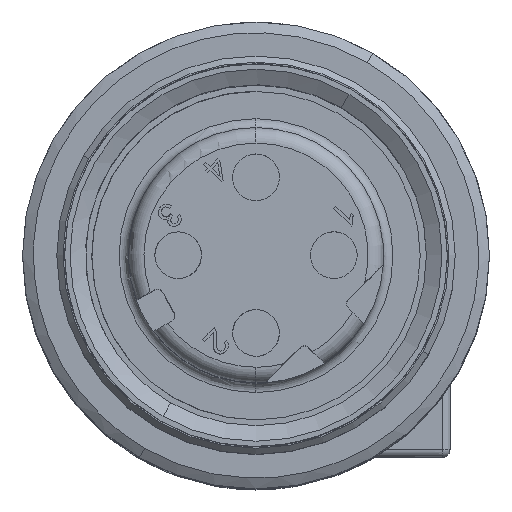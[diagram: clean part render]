
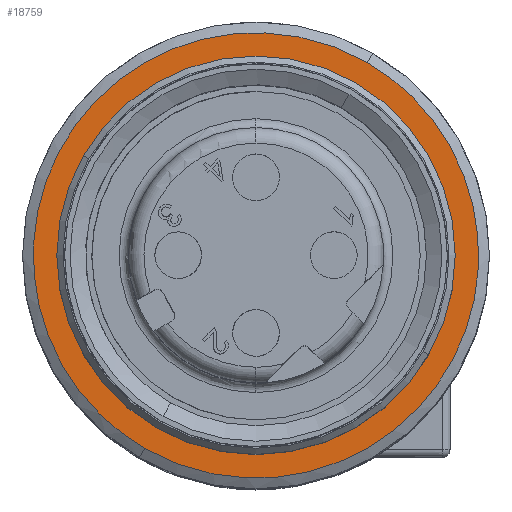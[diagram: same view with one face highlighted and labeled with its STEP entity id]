
A CAD part, top view. The second image highlights one B-rep face of the part: STEP entity #18759.
In plain terms, the highlighted planar face has unit normal (0, 0, 1).
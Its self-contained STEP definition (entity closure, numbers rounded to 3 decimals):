
#18661=AXIS2_PLACEMENT_3D('Circle Axis2P3D',#18659,#18660,$) ;
#18679=AXIS2_PLACEMENT_3D('Circle Axis2P3D',#18677,#18678,$) ;
#18693=AXIS2_PLACEMENT_3D('Plane Axis2P3D',#18690,#18691,#18692) ;
#18649=CARTESIAN_POINT('Vertex',(10.7,13.043,187.4)) ;
#18656=CARTESIAN_POINT('Vertex',(4.3,1.957,187.4)) ;
#18659=CARTESIAN_POINT('Axis2P3D Location',(7.5,7.5,187.4)) ;
#18677=CARTESIAN_POINT('Axis2P3D Location',(7.5,7.5,187.4)) ;
#18690=CARTESIAN_POINT('Axis2P3D Location',(11.077,13.695,187.4)) ;
#18696=CARTESIAN_POINT('Control Point',(11.077,13.695,187.4)) ;
#18697=CARTESIAN_POINT('Control Point',(10.51,14.023,187.4)) ;
#18698=CARTESIAN_POINT('Control Point',(9.905,14.285,187.4)) ;
#18699=CARTESIAN_POINT('Control Point',(9.272,14.477,187.4)) ;
#18700=CARTESIAN_POINT('Control Point',(7.975,14.713,187.4)) ;
#18701=CARTESIAN_POINT('Control Point',(6.658,14.649,187.4)) ;
#18702=CARTESIAN_POINT('Control Point',(6.005,14.542,187.4)) ;
#18703=CARTESIAN_POINT('Control Point',(4.737,14.18,187.4)) ;
#18704=CARTESIAN_POINT('Control Point',(3.584,13.54,187.4)) ;
#18705=CARTESIAN_POINT('Control Point',(3.046,13.156,187.4)) ;
#18706=CARTESIAN_POINT('Control Point',(2.069,12.27,187.4)) ;
#18707=CARTESIAN_POINT('Control Point',(1.317,11.186,187.4)) ;
#18708=CARTESIAN_POINT('Control Point',(1.005,10.604,187.4)) ;
#18709=CARTESIAN_POINT('Control Point',(0.52,9.377,187.4)) ;
#18710=CARTESIAN_POINT('Control Point',(0.324,8.073,187.4)) ;
#18711=CARTESIAN_POINT('Control Point',(0.302,7.413,187.4)) ;
#18712=CARTESIAN_POINT('Control Point',(0.409,6.098,187.4)) ;
#18713=CARTESIAN_POINT('Control Point',(0.81,4.842,187.4)) ;
#18714=CARTESIAN_POINT('Control Point',(1.082,4.239,187.4)) ;
#18715=CARTESIAN_POINT('Control Point',(1.712,3.186,187.4)) ;
#18716=CARTESIAN_POINT('Control Point',(2.548,2.291,187.4)) ;
#18717=CARTESIAN_POINT('Control Point',(2.975,1.917,187.4)) ;
#18718=CARTESIAN_POINT('Control Point',(3.435,1.587,187.4)) ;
#18719=CARTESIAN_POINT('Control Point',(3.924,1.305,187.4)) ;
#18720=CARTESIAN_POINT('Vertex',(11.077,13.695,187.4)) ;
#18722=CARTESIAN_POINT('Vertex',(3.924,1.305,187.4)) ;
#18726=CARTESIAN_POINT('Control Point',(3.924,1.305,187.4)) ;
#18727=CARTESIAN_POINT('Control Point',(4.491,0.977,187.4)) ;
#18728=CARTESIAN_POINT('Control Point',(5.096,0.715,187.4)) ;
#18729=CARTESIAN_POINT('Control Point',(5.728,0.523,187.4)) ;
#18730=CARTESIAN_POINT('Control Point',(7.026,0.287,187.4)) ;
#18731=CARTESIAN_POINT('Control Point',(8.343,0.351,187.4)) ;
#18732=CARTESIAN_POINT('Control Point',(8.995,0.458,187.4)) ;
#18733=CARTESIAN_POINT('Control Point',(10.264,0.82,187.4)) ;
#18734=CARTESIAN_POINT('Control Point',(11.417,1.46,187.4)) ;
#18735=CARTESIAN_POINT('Control Point',(11.954,1.844,187.4)) ;
#18736=CARTESIAN_POINT('Control Point',(12.932,2.73,187.4)) ;
#18737=CARTESIAN_POINT('Control Point',(13.684,3.814,187.4)) ;
#18738=CARTESIAN_POINT('Control Point',(13.996,4.396,187.4)) ;
#18739=CARTESIAN_POINT('Control Point',(14.481,5.623,187.4)) ;
#18740=CARTESIAN_POINT('Control Point',(14.676,6.927,187.4)) ;
#18741=CARTESIAN_POINT('Control Point',(14.699,7.587,187.4)) ;
#18742=CARTESIAN_POINT('Control Point',(14.592,8.902,187.4)) ;
#18743=CARTESIAN_POINT('Control Point',(14.19,10.158,187.4)) ;
#18744=CARTESIAN_POINT('Control Point',(13.918,10.761,187.4)) ;
#18745=CARTESIAN_POINT('Control Point',(13.289,11.814,187.4)) ;
#18746=CARTESIAN_POINT('Control Point',(12.452,12.709,187.4)) ;
#18747=CARTESIAN_POINT('Control Point',(12.026,13.083,187.4)) ;
#18748=CARTESIAN_POINT('Control Point',(11.566,13.413,187.4)) ;
#18749=CARTESIAN_POINT('Control Point',(11.077,13.695,187.4)) ;
#18660=DIRECTION('Axis2P3D Direction',(0.,0.,1.)) ;
#18678=DIRECTION('Axis2P3D Direction',(0.,0.,1.)) ;
#18691=DIRECTION('Axis2P3D Direction',(0.,0.,-1.)) ;
#18692=DIRECTION('Axis2P3D XDirection',(-0.5,-0.866,0.)) ;
#18752=ORIENTED_EDGE('',*,*,#18724,.T.) ;
#18753=ORIENTED_EDGE('',*,*,#18750,.T.) ;
#18756=ORIENTED_EDGE('',*,*,#18663,.F.) ;
#18757=ORIENTED_EDGE('',*,*,#18681,.F.) ;
#18758=FACE_BOUND('',#18755,.T.) ;
#18759=ADVANCED_FACE('Hauptk\X2\00F6\X0\rper',(#18754,#18758),#18694,.F.) ;
#18695=B_SPLINE_CURVE_WITH_KNOTS('',5,(#18696,#18697,#18698,#18699,#18700,#18701,#18702,#18703,#18704,#18705,#18706,#18707,#18708,#18709,#18710,#18711,#18712,#18713,#18714,#18715,#18716,#18717,#18718,#18719),.UNSPECIFIED.,.F.,.U.,(6,3,3,3,3,3,3,6),(0.,4.633,9.265,13.898,18.53,23.163,27.795,31.782),.UNSPECIFIED.) ;
#18725=B_SPLINE_CURVE_WITH_KNOTS('',5,(#18726,#18727,#18728,#18729,#18730,#18731,#18732,#18733,#18734,#18735,#18736,#18737,#18738,#18739,#18740,#18741,#18742,#18743,#18744,#18745,#18746,#18747,#18748,#18749),.UNSPECIFIED.,.F.,.U.,(6,3,3,3,3,3,3,6),(0.,4.633,9.265,13.898,18.53,23.163,27.795,31.782),.UNSPECIFIED.) ;
#18662=CIRCLE('generated circle',#18661,6.4) ;
#18680=CIRCLE('generated circle',#18679,6.4) ;
#18663=EDGE_CURVE('',#18657,#18650,#18662,.T.) ;
#18681=EDGE_CURVE('',#18650,#18657,#18680,.T.) ;
#18724=EDGE_CURVE('',#18721,#18723,#18695,.T.) ;
#18750=EDGE_CURVE('',#18723,#18721,#18725,.T.) ;
#18751=EDGE_LOOP('',(#18752,#18753)) ;
#18755=EDGE_LOOP('',(#18756,#18757)) ;
#18754=FACE_OUTER_BOUND('',#18751,.T.) ;
#18694=PLANE('',#18693) ;
#18650=VERTEX_POINT('',#18649) ;
#18657=VERTEX_POINT('',#18656) ;
#18721=VERTEX_POINT('',#18720) ;
#18723=VERTEX_POINT('',#18722) ;
